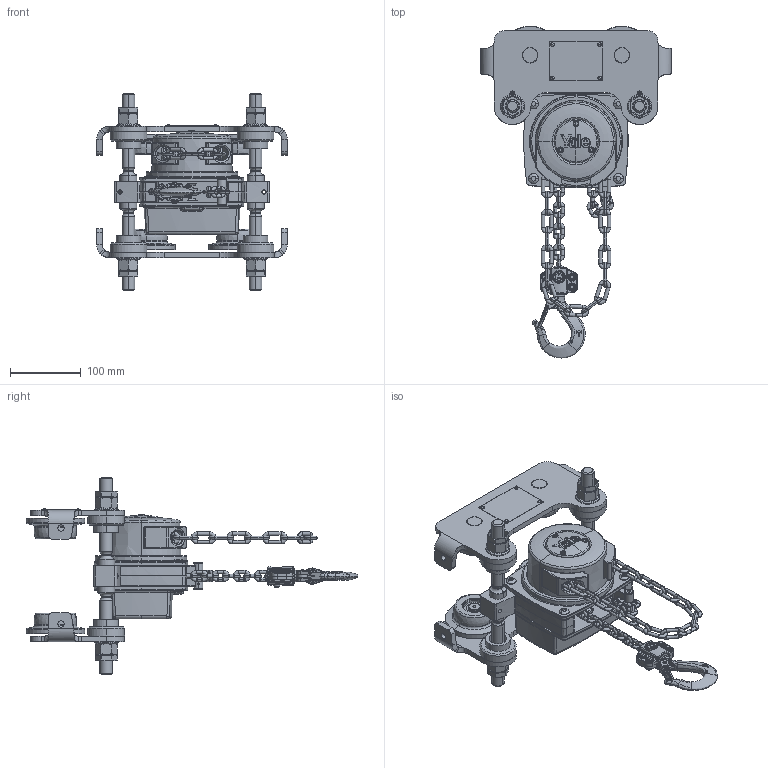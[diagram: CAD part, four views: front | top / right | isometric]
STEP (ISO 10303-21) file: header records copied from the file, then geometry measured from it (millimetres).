
FILE_DESCRIPTION (( 'STEP AP203' ), '1' );
FILE_NAME ('YLITP 0,5t.STEP', '2011-10-14T12:11:35', ( 'Yale Industrial Products GmbH' ), ( 'Yale Industrial Products GmbH' ), 'SwSTEP 2.0', 'SolidWorks 2010', '' );
FILE_SCHEMA (( 'CONFIG_CONTROL_DESIGN' ));
Length unit declared in the file: millimetre
Products named in the file (1): YLITP 0,5t
Bounding box: 270 x 470.05 x 280 mm (x, y, z)
Surface area: 545301.8 mm2 (no closed solid volume)
Topology: 0 solids, 173 shells, 2307 faces, 7138 edges, 4827 vertices
Faces by surface type: cylinder 740, torus 498, plane 463, bspline 301, cone 234, sphere 71
Entity records: 106325 total; most frequent: CARTESIAN_POINT 46177, DIRECTION 12775, ORIENTED_EDGE 11441, EDGE_CURVE 7062, AXIS2_PLACEMENT_3D 5373, VERTEX_POINT 4791, CIRCLE 3366, EDGE_LOOP 2634
